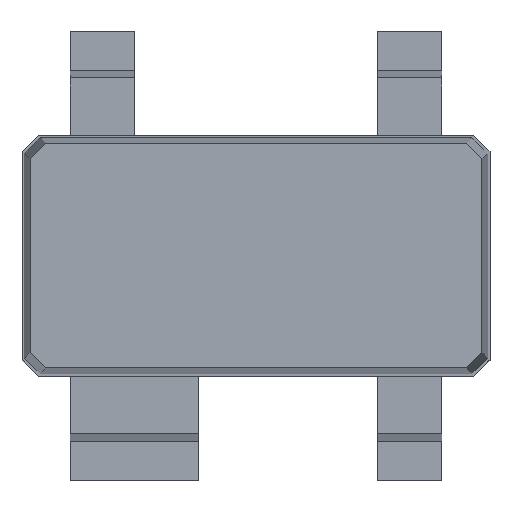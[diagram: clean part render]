
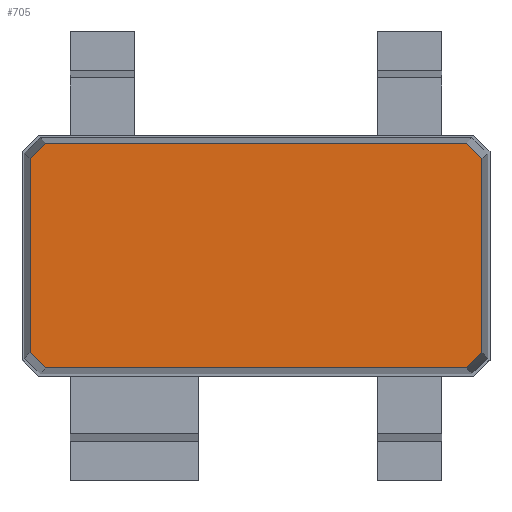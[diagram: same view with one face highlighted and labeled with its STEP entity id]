
A CAD part, top view. The second image highlights one B-rep face of the part: STEP entity #705.
In plain terms, the highlighted free-form (B-spline) face has degree [1, 1] with [2, 2] control points.
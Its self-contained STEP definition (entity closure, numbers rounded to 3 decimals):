
#534 = VERTEX_POINT('',#535);
#535 = CARTESIAN_POINT('',(-1.41,-0.607,0.5));
#542 = VERTEX_POINT('',#543);
#543 = CARTESIAN_POINT('',(-1.41,0.607,0.5));
#548 = EDGE_CURVE('',#534,#542,#549,.T.);
#549 = B_SPLINE_CURVE_WITH_KNOTS('',1,(#550,#551),.UNSPECIFIED.,.F.,.F.,
  (2,2),(1.,2.),.PIECEWISE_BEZIER_KNOTS.);
#550 = CARTESIAN_POINT('',(-1.41,-0.607,0.5));
#551 = CARTESIAN_POINT('',(-1.41,0.607,0.5));
#564 = VERTEX_POINT('',#565);
#565 = CARTESIAN_POINT('',(-1.313,0.7,0.5));
#570 = EDGE_CURVE('',#542,#564,#571,.T.);
#571 = B_SPLINE_CURVE_WITH_KNOTS('',1,(#572,#573),.UNSPECIFIED.,.F.,.F.,
  (2,2),(0.,0.141),.PIECEWISE_BEZIER_KNOTS.);
#572 = CARTESIAN_POINT('',(-1.41,0.607,0.5));
#573 = CARTESIAN_POINT('',(-1.313,0.7,0.5));
#586 = VERTEX_POINT('',#587);
#587 = CARTESIAN_POINT('',(1.313,0.7,0.5));
#592 = EDGE_CURVE('',#564,#586,#593,.T.);
#593 = B_SPLINE_CURVE_WITH_KNOTS('',1,(#594,#595),.UNSPECIFIED.,.F.,.F.,
  (2,2),(3.,4.),.PIECEWISE_BEZIER_KNOTS.);
#594 = CARTESIAN_POINT('',(-1.313,0.7,0.5));
#595 = CARTESIAN_POINT('',(1.313,0.7,0.5));
#608 = VERTEX_POINT('',#609);
#609 = CARTESIAN_POINT('',(1.41,0.607,0.5));
#614 = EDGE_CURVE('',#586,#608,#615,.T.);
#615 = B_SPLINE_CURVE_WITH_KNOTS('',1,(#616,#617),.UNSPECIFIED.,.F.,.F.,
  (2,2),(0.,0.141),.PIECEWISE_BEZIER_KNOTS.);
#616 = CARTESIAN_POINT('',(1.313,0.7,0.5));
#617 = CARTESIAN_POINT('',(1.41,0.607,0.5));
#630 = VERTEX_POINT('',#631);
#631 = CARTESIAN_POINT('',(1.41,-0.607,0.5));
#636 = EDGE_CURVE('',#608,#630,#637,.T.);
#637 = B_SPLINE_CURVE_WITH_KNOTS('',1,(#638,#639),.UNSPECIFIED.,.F.,.F.,
  (2,2),(5.,6.),.PIECEWISE_BEZIER_KNOTS.);
#638 = CARTESIAN_POINT('',(1.41,0.607,0.5));
#639 = CARTESIAN_POINT('',(1.41,-0.607,0.5));
#652 = VERTEX_POINT('',#653);
#653 = CARTESIAN_POINT('',(1.313,-0.7,0.5));
#658 = EDGE_CURVE('',#630,#652,#659,.T.);
#659 = B_SPLINE_CURVE_WITH_KNOTS('',1,(#660,#661),.UNSPECIFIED.,.F.,.F.,
  (2,2),(0.,0.141),.PIECEWISE_BEZIER_KNOTS.);
#660 = CARTESIAN_POINT('',(1.41,-0.607,0.5));
#661 = CARTESIAN_POINT('',(1.313,-0.7,0.5));
#674 = VERTEX_POINT('',#675);
#675 = CARTESIAN_POINT('',(-1.313,-0.7,0.5));
#680 = EDGE_CURVE('',#652,#674,#681,.T.);
#681 = B_SPLINE_CURVE_WITH_KNOTS('',1,(#682,#683),.UNSPECIFIED.,.F.,.F.,
  (2,2),(7.,8.),.PIECEWISE_BEZIER_KNOTS.);
#682 = CARTESIAN_POINT('',(1.313,-0.7,0.5));
#683 = CARTESIAN_POINT('',(-1.313,-0.7,0.5));
#696 = EDGE_CURVE('',#674,#534,#697,.T.);
#697 = B_SPLINE_CURVE_WITH_KNOTS('',1,(#698,#699),.UNSPECIFIED.,.F.,.F.,
  (2,2),(0.,0.141),.PIECEWISE_BEZIER_KNOTS.);
#698 = CARTESIAN_POINT('',(-1.313,-0.7,0.5));
#699 = CARTESIAN_POINT('',(-1.41,-0.607,0.5));
#705 = ADVANCED_FACE('',(#706),#716,.F.);
#706 = FACE_BOUND('',#707,.F.);
#707 = EDGE_LOOP('',(#708,#709,#710,#711,#712,#713,#714,#715));
#708 = ORIENTED_EDGE('',*,*,#696,.T.);
#709 = ORIENTED_EDGE('',*,*,#548,.T.);
#710 = ORIENTED_EDGE('',*,*,#570,.T.);
#711 = ORIENTED_EDGE('',*,*,#592,.T.);
#712 = ORIENTED_EDGE('',*,*,#614,.T.);
#713 = ORIENTED_EDGE('',*,*,#636,.T.);
#714 = ORIENTED_EDGE('',*,*,#658,.T.);
#715 = ORIENTED_EDGE('',*,*,#680,.T.);
#716 = B_SPLINE_SURFACE_WITH_KNOTS('',1,1,(
    (#717,#718)
    ,(#719,#720
    )),.UNSPECIFIED.,.F.,.F.,.F.,(2,2),(2,2),(-1.46,1.46),(-0.75,0.75),
  .PIECEWISE_BEZIER_KNOTS.);
#717 = CARTESIAN_POINT('',(1.41,-0.7,0.5));
#718 = CARTESIAN_POINT('',(1.41,0.7,0.5));
#719 = CARTESIAN_POINT('',(-1.41,-0.7,0.5));
#720 = CARTESIAN_POINT('',(-1.41,0.7,0.5));
